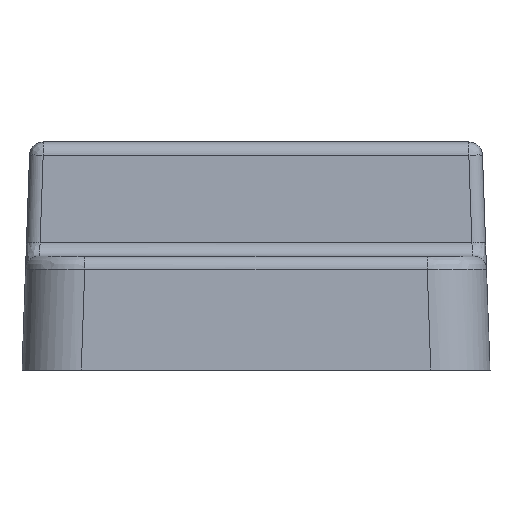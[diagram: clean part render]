
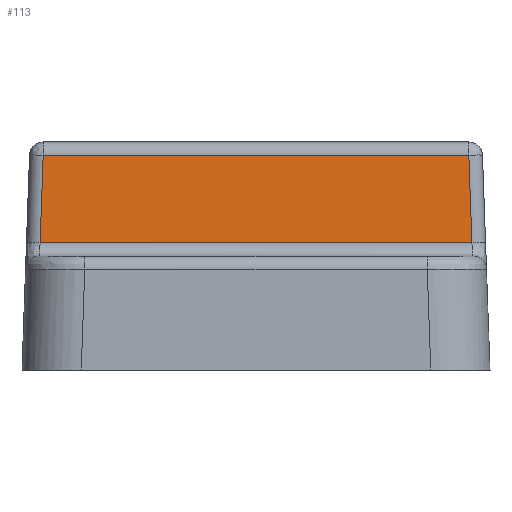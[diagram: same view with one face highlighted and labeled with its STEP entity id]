
A CAD part, front view. The second image highlights one B-rep face of the part: STEP entity #113.
In plain terms, the highlighted planar face has unit normal (0, -0.999, 0.035).
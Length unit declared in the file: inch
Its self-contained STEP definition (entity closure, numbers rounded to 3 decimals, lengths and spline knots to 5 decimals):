
#113 = ADVANCED_FACE ( 'NONE', ( #1656 ), #1756, .T. ) ;
#149 = DIRECTION ( 'NONE',  ( 0.035, 0.035, 0.999 ) ) ;
#153 = CARTESIAN_POINT ( 'NONE',  ( 0.47774, -0.00772, 0.15395 ) ) ;
#285 = ORIENTED_EDGE ( 'NONE', *, *, #4226, .F. ) ;
#781 = VECTOR ( 'NONE', #149, 39.37008 ) ;
#864 = CARTESIAN_POINT ( 'NONE',  ( -0.4623, -0.00101, 0.34605 ) ) ;
#1114 = EDGE_CURVE ( 'NONE', #3838, #3342, #2633, .T. ) ;
#1221 = EDGE_LOOP ( 'NONE', ( #285, #1716, #3427, #4625 ) ) ;
#1335 = VECTOR ( 'NONE', #2005, 39.37008 ) ;
#1373 = VERTEX_POINT ( 'NONE', #1488 ) ;
#1488 = CARTESIAN_POINT ( 'NONE',  ( 0.47103, -0.00101, 0.34605 ) ) ;
#1493 = DIRECTION ( 'NONE',  ( -1., 0., 0. ) ) ;
#1548 = VERTEX_POINT ( 'NONE', #864 ) ;
#1656 = FACE_OUTER_BOUND ( 'NONE', #1221, .T. ) ;
#1688 = LINE ( 'NONE', #4612, #1335 ) ;
#1716 = ORIENTED_EDGE ( 'NONE', *, *, #1114, .T. ) ;
#1741 = DIRECTION ( 'NONE',  ( 0., -0.035, -0.999 ) ) ;
#1756 = PLANE ( 'NONE',  #3904 ) ;
#1759 = EDGE_CURVE ( 'NONE', #1373, #1548, #3105, .T. ) ;
#1939 = CARTESIAN_POINT ( 'NONE',  ( -0.46901, -0.00772, 0.15395 ) ) ;
#2005 = DIRECTION ( 'NONE',  ( 0.035, -0.035, -0.999 ) ) ;
#2130 = DIRECTION ( 'NONE',  ( 0., -0.999, 0.035 ) ) ;
#2174 = CARTESIAN_POINT ( 'NONE',  ( 0.5, -0.00101, 0.34605 ) ) ;
#2357 = CARTESIAN_POINT ( 'NONE',  ( 0.5, -0.00772, 0.15395 ) ) ;
#2376 = LINE ( 'NONE', #3540, #781 ) ;
#2633 = LINE ( 'NONE', #2357, #3883 ) ;
#3105 = LINE ( 'NONE', #2174, #4055 ) ;
#3230 = CARTESIAN_POINT ( 'NONE',  ( 0.5, -0.00872, 0.12515 ) ) ;
#3342 = VERTEX_POINT ( 'NONE', #153 ) ;
#3427 = ORIENTED_EDGE ( 'NONE', *, *, #4515, .F. ) ;
#3540 = CARTESIAN_POINT ( 'NONE',  ( -0.47107, -0.00978, 0.09484 ) ) ;
#3838 = VERTEX_POINT ( 'NONE', #1939 ) ;
#3883 = VECTOR ( 'NONE', #3903, 39.37008 ) ;
#3903 = DIRECTION ( 'NONE',  ( 1., 0., 0. ) ) ;
#3904 = AXIS2_PLACEMENT_3D ( 'NONE', #3230, #2130, #1741 ) ;
#4055 = VECTOR ( 'NONE', #1493, 39.37008 ) ;
#4226 = EDGE_CURVE ( 'NONE', #3838, #1548, #2376, .T. ) ;
#4515 = EDGE_CURVE ( 'NONE', #1373, #3342, #1688, .T. ) ;
#4612 = CARTESIAN_POINT ( 'NONE',  ( 0.4804, -0.01038, 0.07765 ) ) ;
#4625 = ORIENTED_EDGE ( 'NONE', *, *, #1759, .T. ) ;
